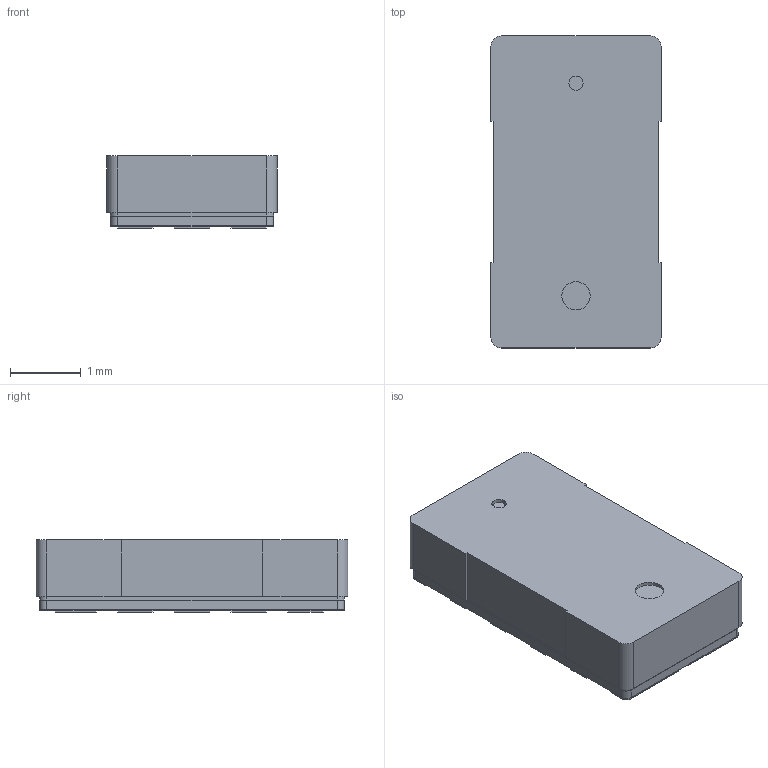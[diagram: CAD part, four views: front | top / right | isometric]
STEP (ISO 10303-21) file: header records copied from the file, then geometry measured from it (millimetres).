
FILE_DESCRIPTION (( 'STEP AP203' ), '1' );
FILE_NAME ('OPTO-SMD_12P_VL53L0CXV0DH-1.step', '2021-05-02T11:55:04', ( '' ), ( '' ), 'SwSTEP 2.0', 'SolidWorks 2020', '' );
FILE_SCHEMA (( 'CONFIG_CONTROL_DESIGN' ));
Length unit declared in the file: millimetre
Products named in the file (1): OPTO-SMD_12P_VL53L0CXV0DH-1
Bounding box: 2.4 x 4.4 x 1.02 mm (x, y, z)
Volume: 10.3 mm3; surface area: 80 mm2
Topology: 34 solids, 34 shells, 445 faces, 1119 edges, 746 vertices
Faces by surface type: plane 303, bspline 122, cylinder 20
Entity records: 20040 total; most frequent: CARTESIAN_POINT 10073, ORIENTED_EDGE 2238, DIRECTION 1563, EDGE_CURVE 1119, LINE 835, VECTOR 835, VERTEX_POINT 746, EDGE_LOOP 473
